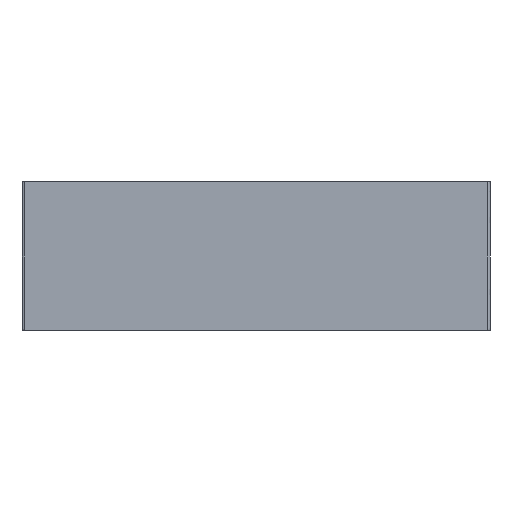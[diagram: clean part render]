
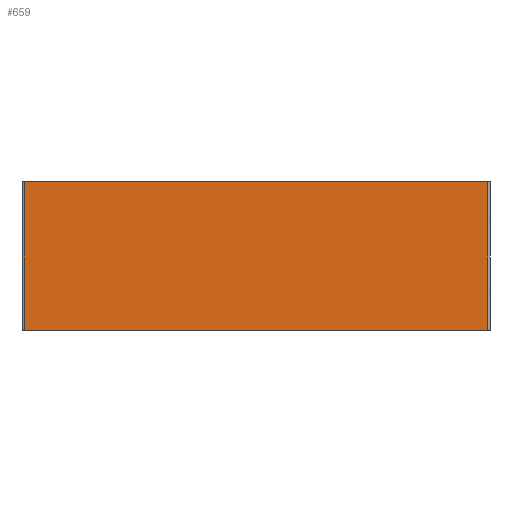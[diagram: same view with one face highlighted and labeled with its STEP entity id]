
A CAD part, front view. The second image highlights one B-rep face of the part: STEP entity #659.
In plain terms, the highlighted free-form (B-spline) face has degree [1, 1] with [2, 2] control points.
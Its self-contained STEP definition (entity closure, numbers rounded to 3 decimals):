
#441 = VERTEX_POINT('',#442);
#442 = CARTESIAN_POINT('',(-2.475,-0.3,
    0.008));
#476 = VERTEX_POINT('',#477);
#477 = CARTESIAN_POINT('',(2.475,-0.3,
    0.008));
#483 = EDGE_CURVE('',#476,#441,#484,.T.);
#484 = B_SPLINE_CURVE_WITH_KNOTS('',1,(#485,#486),.UNSPECIFIED.,.F.,.F.,
  (2,2),(-0.99,0.99),.PIECEWISE_BEZIER_KNOTS.);
#485 = CARTESIAN_POINT('',(2.475,-0.3,
    0.008));
#486 = CARTESIAN_POINT('',(-2.475,-0.3,
    0.008));
#537 = VERTEX_POINT('',#538);
#538 = CARTESIAN_POINT('',(2.475,-0.3,1.592
    ));
#544 = EDGE_CURVE('',#537,#476,#545,.T.);
#545 = B_SPLINE_CURVE_WITH_KNOTS('',1,(#546,#547),.UNSPECIFIED.,.F.,.F.,
  (2,2),(-1.99,-0.01),.PIECEWISE_BEZIER_KNOTS.);
#546 = CARTESIAN_POINT('',(2.475,-0.3,1.592
    ));
#547 = CARTESIAN_POINT('',(2.475,-0.3,
    0.008));
#592 = VERTEX_POINT('',#593);
#593 = CARTESIAN_POINT('',(-2.475,-0.3,
    1.592));
#599 = EDGE_CURVE('',#592,#537,#600,.T.);
#600 = B_SPLINE_CURVE_WITH_KNOTS('',1,(#601,#602),.UNSPECIFIED.,.F.,.F.,
  (2,2),(-0.99,0.99),.PIECEWISE_BEZIER_KNOTS.);
#601 = CARTESIAN_POINT('',(-2.475,-0.3,
    1.592));
#602 = CARTESIAN_POINT('',(2.475,-0.3,1.592
    ));
#647 = EDGE_CURVE('',#441,#592,#648,.T.);
#648 = B_SPLINE_CURVE_WITH_KNOTS('',1,(#649,#650),.UNSPECIFIED.,.F.,.F.,
  (2,2),(0.01,1.99),.PIECEWISE_BEZIER_KNOTS.);
#649 = CARTESIAN_POINT('',(-2.475,-0.3,
    0.008));
#650 = CARTESIAN_POINT('',(-2.475,-0.3,
    1.592));
#659 = ADVANCED_FACE('',(#660),#666,.T.);
#660 = FACE_BOUND('',#661,.T.);
#661 = EDGE_LOOP('',(#662,#663,#664,#665));
#662 = ORIENTED_EDGE('',*,*,#599,.F.);
#663 = ORIENTED_EDGE('',*,*,#647,.F.);
#664 = ORIENTED_EDGE('',*,*,#483,.F.);
#665 = ORIENTED_EDGE('',*,*,#544,.F.);
#666 = B_SPLINE_SURFACE_WITH_KNOTS('',1,1,(
    (#667,#668)
    ,(#669,#670
  )),.UNSPECIFIED.,.F.,.F.,.F.,(2,2),(2,2),(-1.99,-0.01),(
    -0.99,0.99),.PIECEWISE_BEZIER_KNOTS.);
#667 = CARTESIAN_POINT('',(-2.475,-0.3,
    1.592));
#668 = CARTESIAN_POINT('',(2.475,-0.3,1.592
    ));
#669 = CARTESIAN_POINT('',(-2.475,-0.3,
    0.008));
#670 = CARTESIAN_POINT('',(2.475,-0.3,
    0.008));
